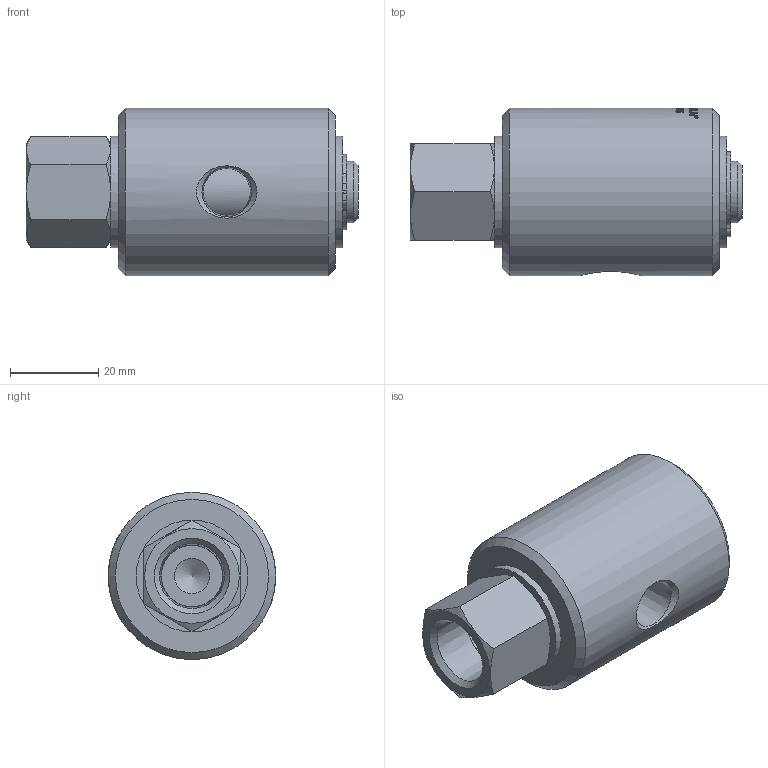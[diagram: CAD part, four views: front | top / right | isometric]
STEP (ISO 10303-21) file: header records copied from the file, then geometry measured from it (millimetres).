
FILE_DESCRIPTION(/* description */ (''),/* implementation_level */ '2;1');
FILE_NAME(/* name */ '17-025-045-IC.stp',/* time_stamp */ '2018-09-18T13:32:38-05:00',/* author */ ('nreyna'),/* organization */ (''),/* preprocessor_version */ 'ST-DEVELOPER v17',/* originating_system */ 'Autodesk Inventor 2018',/* authorisation */ '');
FILE_SCHEMA (('AUTOMOTIVE_DESIGN { 1 0 10303 214 3 1 1 }'));
Products named in the file (1): 17-025-045-IC
Bounding box: 75.4 x 38 x 38 mm (x, y, z)
Volume: 60147.4 mm3; surface area: 12147.9 mm2
Topology: 1 solids, 1 shells, 326 faces, 865 edges, 579 vertices
Faces by surface type: bspline 155, plane 110, cylinder 50, cone 11
Full cylindrical faces by diameter (mm): 1.7 x2, 8 x1, 10.719 x1, 12.6 x1, 13.889 x1, 13.983 x2, 14.25 x1, 25.4 x2, 38 x1
Entity records: 42888 total; most frequent: CARTESIAN_POINT 35740, ORIENTED_EDGE 1728, DIRECTION 953, EDGE_CURVE 864, VERTEX_POINT 579, B_SPLINE_CURVE_WITH_KNOTS 389, EDGE_LOOP 367, FACE_OUTER_BOUND 326
